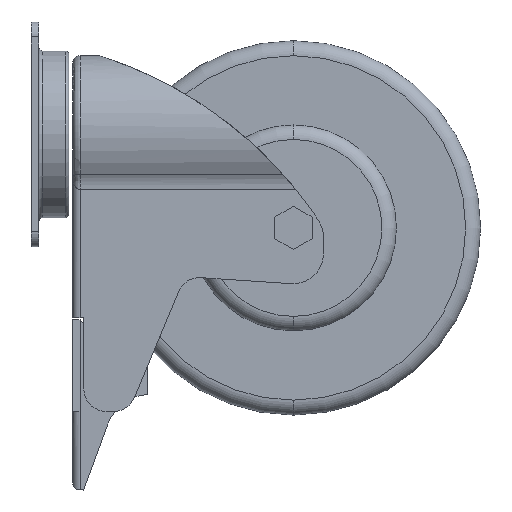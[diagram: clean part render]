
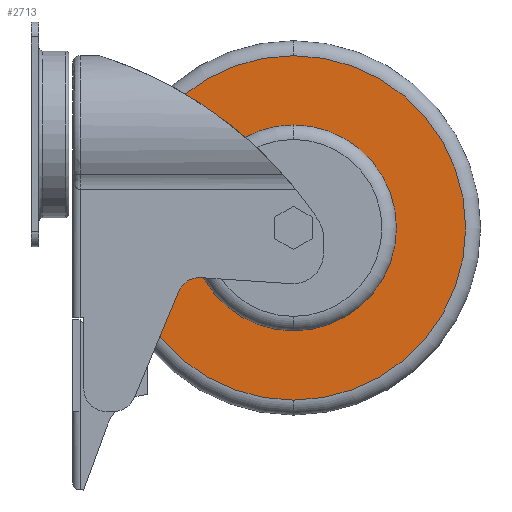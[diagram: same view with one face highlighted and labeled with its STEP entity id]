
A CAD part, left-side view. The second image highlights one B-rep face of the part: STEP entity #2713.
In plain terms, the highlighted planar face has unit normal (-1, 0, 0).
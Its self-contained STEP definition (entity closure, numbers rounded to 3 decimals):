
#132 = ORIENTED_EDGE ( 'NONE', *, *, #2697, .T. ) ;
#141 = EDGE_CURVE ( 'NONE', #4237, #4283, #3822, .T. ) ;
#142 = ORIENTED_EDGE ( 'NONE', *, *, #141, .T. ) ;
#283 = DIRECTION ( 'NONE',  ( 0., 0., -1. ) ) ;
#284 = DIRECTION ( 'NONE',  ( -1., 0., 0. ) ) ;
#285 = AXIS2_PLACEMENT_3D ( 'NONE', #288, #284, #283 ) ;
#288 = CARTESIAN_POINT ( 'NONE',  ( -12., -70., -25. ) ) ;
#298 = CIRCLE ( 'NONE', #285, 46. ) ;
#317 = FACE_OUTER_BOUND ( 'NONE', #2717, .T. ) ;
#325 = DIRECTION ( 'NONE',  ( 1., 0., 0. ) ) ;
#334 = CARTESIAN_POINT ( 'NONE',  ( -12., -70., -25. ) ) ;
#346 = AXIS2_PLACEMENT_3D ( 'NONE', #334, #325, #375 ) ;
#375 = DIRECTION ( 'NONE',  ( 0., 0., -1. ) ) ;
#378 = PLANE ( 'NONE',  #346 ) ;
#2241 = CARTESIAN_POINT ( 'NONE',  ( -12., -70., -71. ) ) ;
#2303 = CARTESIAN_POINT ( 'NONE',  ( -12., -70., 21. ) ) ;
#2697 = EDGE_CURVE ( 'NONE', #4283, #4237, #298, .T. ) ;
#2713 = ADVANCED_FACE ( 'NONE', ( #317 ), #378, .F. ) ;
#2717 = EDGE_LOOP ( 'NONE', ( #142, #132 ) ) ;
#3814 = DIRECTION ( 'NONE',  ( 0., 0., -1. ) ) ;
#3815 = DIRECTION ( 'NONE',  ( -1., 0., 0. ) ) ;
#3816 = CARTESIAN_POINT ( 'NONE',  ( -12., -70., -25. ) ) ;
#3817 = AXIS2_PLACEMENT_3D ( 'NONE', #3816, #3815, #3814 ) ;
#3822 = CIRCLE ( 'NONE', #3817, 46. ) ;
#4237 = VERTEX_POINT ( 'NONE', #2241 ) ;
#4283 = VERTEX_POINT ( 'NONE', #2303 ) ;
